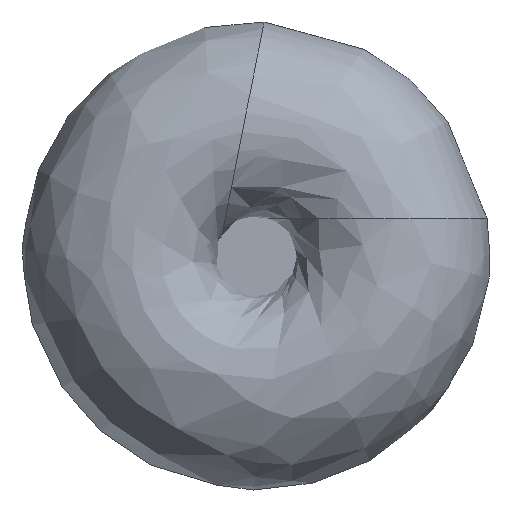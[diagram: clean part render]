
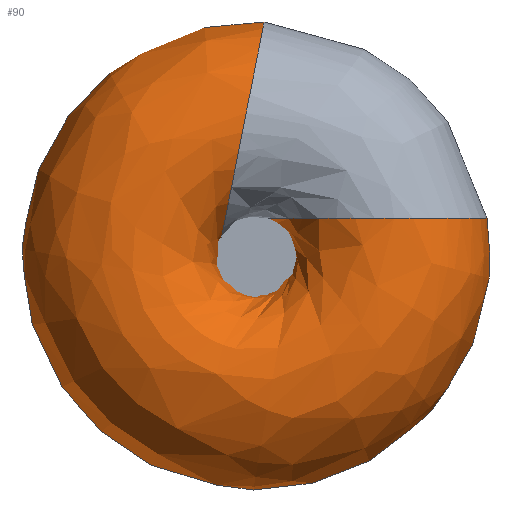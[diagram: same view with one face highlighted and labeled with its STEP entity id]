
A CAD part, left-side view. The second image highlights one B-rep face of the part: STEP entity #90.
In plain terms, the highlighted free-form (B-spline) face has degree [3, 3] with [7, 7] control points.
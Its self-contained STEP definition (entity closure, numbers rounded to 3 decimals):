
#32=(
BOUNDED_SURFACE()
B_SPLINE_SURFACE(3,3,((#482,#483,#484,#485,#486,#487,#488),(#489,#490,#491,
#492,#493,#494,#495),(#496,#497,#498,#499,#500,#501,#502),(#503,#504,#505,
#506,#507,#508,#509),(#510,#511,#512,#513,#514,#515,#516),(#517,#518,#519,
#520,#521,#522,#523),(#524,#525,#526,#527,#528,#529,#530)),
 .UNSPECIFIED.,.T.,.F.,.F.)
B_SPLINE_SURFACE_WITH_KNOTS((1,3,3,3,1),(4,3,4),(-0.5,0.,0.5,1.,1.5),(0.,
0.5,1.),.UNSPECIFIED.)
GEOMETRIC_REPRESENTATION_ITEM()
RATIONAL_B_SPLINE_SURFACE(((1.,0.558,0.558,1.,0.558,
0.558,1.),(0.333,0.186,0.186,
0.333,0.186,0.186,0.333),
(0.333,0.186,0.186,0.333,
0.186,0.186,0.333),(1.,0.558,
0.558,1.,0.558,0.558,1.),(0.333,
0.186,0.186,0.333,0.186,
0.186,0.333),(0.333,0.186,
0.186,0.333,0.186,0.186,
0.333),(1.,0.558,0.558,1.,0.558,
0.558,1.)))
REPRESENTATION_ITEM('')
SURFACE()
);
#90=ADVANCED_FACE('',(#124,#125),#32,.F.);
#124=FACE_BOUND('',#160,.T.);
#125=FACE_BOUND('',#161,.T.);
#160=EDGE_LOOP('',(#196));
#161=EDGE_LOOP('',(#197));
#196=ORIENTED_EDGE('',*,*,#234,.T.);
#197=ORIENTED_EDGE('',*,*,#235,.T.);
#216=VERTEX_POINT('',#479);
#217=VERTEX_POINT('',#481);
#234=EDGE_CURVE('',#216,#216,#252,.T.);
#235=EDGE_CURVE('',#217,#217,#253,.T.);
#252=CIRCLE('',#287,6.);
#253=CIRCLE('',#288,6.);
#287=AXIS2_PLACEMENT_3D('',#478,#356,#357);
#288=AXIS2_PLACEMENT_3D('',#480,#358,#359);
#356=DIRECTION('',(0.,0.981,0.194));
#357=DIRECTION('',(1.,0.,0.));
#358=DIRECTION('',(0.,0.,-1.));
#359=DIRECTION('',(1.,0.,0.));
#478=CARTESIAN_POINT('',(6.,0.731,6.607));
#479=CARTESIAN_POINT('',(12.,0.731,6.607));
#480=CARTESIAN_POINT('',(6.,-6.339,2.));
#481=CARTESIAN_POINT('',(12.,-6.339,2.));
#482=CARTESIAN_POINT('',(12.,-6.339,2.));
#483=CARTESIAN_POINT('',(12.,-8.589,-5.13));
#484=CARTESIAN_POINT('',(12.,-2.635,-9.651));
#485=CARTESIAN_POINT('',(12.,3.629,-5.569));
#486=CARTESIAN_POINT('',(12.,9.893,-1.488));
#487=CARTESIAN_POINT('',(12.,8.162,5.785));
#488=CARTESIAN_POINT('',(12.,0.731,6.607));
#489=CARTESIAN_POINT('',(12.,5.661,2.));
#490=CARTESIAN_POINT('',(12.,3.411,8.366));
#491=CARTESIAN_POINT('',(12.,-3.341,8.395));
#492=CARTESIAN_POINT('',(12.,-5.644,2.048));
#493=CARTESIAN_POINT('',(12.,-7.947,-4.299));
#494=CARTESIAN_POINT('',(12.,-2.747,-8.607));
#495=CARTESIAN_POINT('',(12.,3.061,-5.165));
#496=CARTESIAN_POINT('',(0.,5.661,2.));
#497=CARTESIAN_POINT('',(0.,3.411,8.366));
#498=CARTESIAN_POINT('',(0.,-3.341,8.395));
#499=CARTESIAN_POINT('',(0.,-5.644,2.048));
#500=CARTESIAN_POINT('',(0.,-7.947,-4.299));
#501=CARTESIAN_POINT('',(0.,-2.747,-8.607));
#502=CARTESIAN_POINT('',(0.,3.061,-5.165));
#503=CARTESIAN_POINT('',(0.,-6.339,2.));
#504=CARTESIAN_POINT('',(0.,-8.589,-5.13));
#505=CARTESIAN_POINT('',(0.,-2.635,-9.651));
#506=CARTESIAN_POINT('',(0.,3.629,-5.569));
#507=CARTESIAN_POINT('',(0.,9.893,-1.488));
#508=CARTESIAN_POINT('',(0.,8.162,5.785));
#509=CARTESIAN_POINT('',(0.,0.731,6.607));
#510=CARTESIAN_POINT('',(0.,-18.339,2.));
#511=CARTESIAN_POINT('',(0.,-20.589,-18.626));
#512=CARTESIAN_POINT('',(0.,-1.929,-27.696));
#513=CARTESIAN_POINT('',(0.,12.902,-13.186));
#514=CARTESIAN_POINT('',(0.,27.732,1.323));
#515=CARTESIAN_POINT('',(0.,19.071,20.177));
#516=CARTESIAN_POINT('',(0.,-1.599,18.379));
#517=CARTESIAN_POINT('',(12.,-18.339,2.));
#518=CARTESIAN_POINT('',(12.,-20.589,-18.626));
#519=CARTESIAN_POINT('',(12.,-1.929,-27.696));
#520=CARTESIAN_POINT('',(12.,12.902,-13.186));
#521=CARTESIAN_POINT('',(12.,27.732,1.323));
#522=CARTESIAN_POINT('',(12.,19.071,20.177));
#523=CARTESIAN_POINT('',(12.,-1.599,18.379));
#524=CARTESIAN_POINT('',(12.,-6.339,2.));
#525=CARTESIAN_POINT('',(12.,-8.589,-5.13));
#526=CARTESIAN_POINT('',(12.,-2.635,-9.651));
#527=CARTESIAN_POINT('',(12.,3.629,-5.569));
#528=CARTESIAN_POINT('',(12.,9.893,-1.488));
#529=CARTESIAN_POINT('',(12.,8.162,5.785));
#530=CARTESIAN_POINT('',(12.,0.731,6.607));
